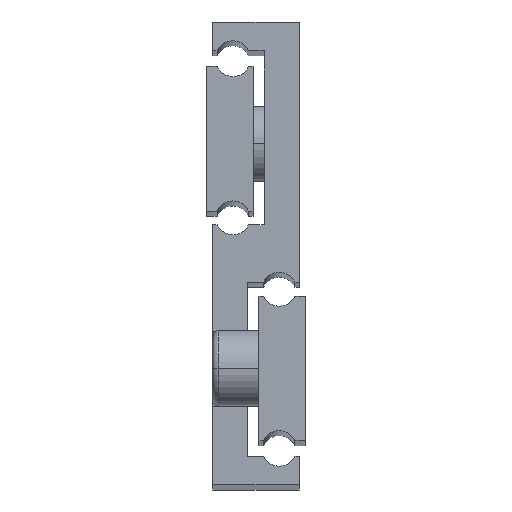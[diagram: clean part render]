
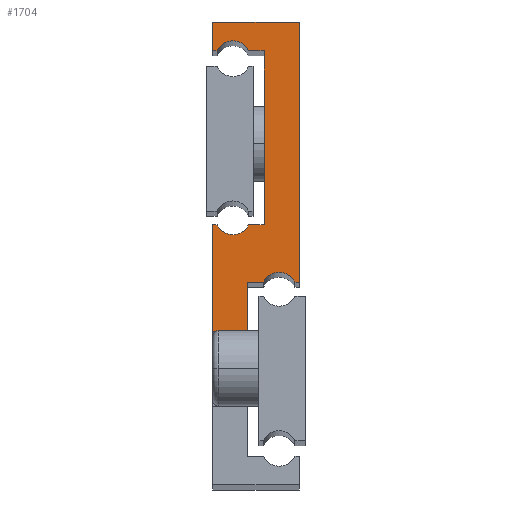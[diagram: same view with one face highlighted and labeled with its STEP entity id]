
A CAD part, top view. The second image highlights one B-rep face of the part: STEP entity #1704.
In plain terms, the highlighted planar face has unit normal (0, 0, 1).
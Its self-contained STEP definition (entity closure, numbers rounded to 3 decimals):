
#51 = VERTEX_POINT ( 'NONE', #105 ) ;
#53 = CARTESIAN_POINT ( 'NONE',  ( 6.227, 45., 250. ) ) ;
#95 = CARTESIAN_POINT ( 'NONE',  ( 15., 80., 250. ) ) ;
#105 = CARTESIAN_POINT ( 'NONE',  ( 6., 35., 250. ) ) ;
#121 = VECTOR ( 'NONE', #836, 1000. ) ;
#123 = ORIENTED_EDGE ( 'NONE', *, *, #1783, .T. ) ;
#127 = ORIENTED_EDGE ( 'NONE', *, *, #1228, .T. ) ;
#163 = ORIENTED_EDGE ( 'NONE', *, *, #1802, .T. ) ;
#173 = LINE ( 'NONE', #1610, #1827 ) ;
#179 = DIRECTION ( 'NONE',  ( 0., 0., -1. ) ) ;
#209 = EDGE_CURVE ( 'NONE', #444, #1601, #1313, .T. ) ;
#210 = EDGE_CURVE ( 'NONE', #1505, #1685, #1399, .T. ) ;
#217 = CARTESIAN_POINT ( 'NONE',  ( 0., 75., 250. ) ) ;
#221 = VERTEX_POINT ( 'NONE', #1970 ) ;
#232 = LINE ( 'NONE', #1047, #1954 ) ;
#284 = VECTOR ( 'NONE', #1493, 1000. ) ;
#305 = DIRECTION ( 'NONE',  ( 1., 0., 0. ) ) ;
#362 = CARTESIAN_POINT ( 'NONE',  ( 6., 26.5, 250. ) ) ;
#368 = DIRECTION ( 'NONE',  ( -1., 0., 0. ) ) ;
#396 = VERTEX_POINT ( 'NONE', #95 ) ;
#400 = CARTESIAN_POINT ( 'NONE',  ( 3.5, 73.75, 250. ) ) ;
#403 = ORIENTED_EDGE ( 'NONE', *, *, #796, .T. ) ;
#444 = VERTEX_POINT ( 'NONE', #1158 ) ;
#457 = ORIENTED_EDGE ( 'NONE', *, *, #2033, .T. ) ;
#469 = CARTESIAN_POINT ( 'NONE',  ( 15., 35., 250. ) ) ;
#474 = ORIENTED_EDGE ( 'NONE', *, *, #936, .T. ) ;
#479 = LINE ( 'NONE', #1799, #121 ) ;
#488 = DIRECTION ( 'NONE',  ( 1., 0., 0. ) ) ;
#492 = EDGE_LOOP ( 'NONE', ( #1611, #163, #1400, #403, #1249, #457, #1211, #1878, #1163, #952, #127, #474, #1855, #1011, #1817, #123 ) ) ;
#500 = EDGE_CURVE ( 'NONE', #1601, #221, #1471, .T. ) ;
#525 = VECTOR ( 'NONE', #1786, 1000. ) ;
#536 = CARTESIAN_POINT ( 'NONE',  ( 8.9, 75., 250. ) ) ;
#557 = LINE ( 'NONE', #536, #284 ) ;
#585 = EDGE_CURVE ( 'NONE', #1898, #51, #676, .T. ) ;
#630 = AXIS2_PLACEMENT_3D ( 'NONE', #973, #1947, #1824 ) ;
#644 = LINE ( 'NONE', #1316, #1192 ) ;
#658 = EDGE_CURVE ( 'NONE', #845, #396, #232, .T. ) ;
#668 = CIRCLE ( 'NONE', #823, 3. ) ;
#676 = LINE ( 'NONE', #1301, #525 ) ;
#686 = FACE_OUTER_BOUND ( 'NONE', #492, .T. ) ;
#727 = LINE ( 'NONE', #1650, #1344 ) ;
#730 = AXIS2_PLACEMENT_3D ( 'NONE', #400, #1805, #1199 ) ;
#743 = CARTESIAN_POINT ( 'NONE',  ( 8.9, 45., 250. ) ) ;
#789 = DIRECTION ( 'NONE',  ( -1., 0., 0. ) ) ;
#792 = CARTESIAN_POINT ( 'NONE',  ( 0., 26.5, 250. ) ) ;
#796 = EDGE_CURVE ( 'NONE', #51, #1042, #1103, .T. ) ;
#823 = AXIS2_PLACEMENT_3D ( 'NONE', #1129, #2054, #789 ) ;
#836 = DIRECTION ( 'NONE',  ( -1., 0., 0. ) ) ;
#844 = DIRECTION ( 'NONE',  ( -1., 0., 0. ) ) ;
#845 = VERTEX_POINT ( 'NONE', #469 ) ;
#902 = VERTEX_POINT ( 'NONE', #1261 ) ;
#936 = EDGE_CURVE ( 'NONE', #975, #1613, #173, .T. ) ;
#947 = VERTEX_POINT ( 'NONE', #986 ) ;
#952 = ORIENTED_EDGE ( 'NONE', *, *, #500, .T. ) ;
#961 = EDGE_CURVE ( 'NONE', #902, #1871, #1913, .T. ) ;
#973 = CARTESIAN_POINT ( 'NONE',  ( 3.5, 46.25, 250. ) ) ;
#974 = CARTESIAN_POINT ( 'NONE',  ( 0.773, 45., 250. ) ) ;
#975 = VERTEX_POINT ( 'NONE', #1604 ) ;
#986 = CARTESIAN_POINT ( 'NONE',  ( 14.227, 35., 250. ) ) ;
#1006 = CARTESIAN_POINT ( 'NONE',  ( 3.5, 46.25, 250. ) ) ;
#1011 = ORIENTED_EDGE ( 'NONE', *, *, #1476, .T. ) ;
#1031 = LINE ( 'NONE', #1367, #1401 ) ;
#1042 = VERTEX_POINT ( 'NONE', #1711 ) ;
#1047 = CARTESIAN_POINT ( 'NONE',  ( 15., 80., 250. ) ) ;
#1103 = LINE ( 'NONE', #1584, #1552 ) ;
#1129 = CARTESIAN_POINT ( 'NONE',  ( 11.5, 33.75, 250. ) ) ;
#1158 = CARTESIAN_POINT ( 'NONE',  ( 0., 80., 250. ) ) ;
#1163 = ORIENTED_EDGE ( 'NONE', *, *, #209, .T. ) ;
#1183 = DIRECTION ( 'NONE',  ( 1., 0., 0. ) ) ;
#1192 = VECTOR ( 'NONE', #368, 1000. ) ;
#1198 = EDGE_CURVE ( 'NONE', #1613, #1299, #557, .T. ) ;
#1199 = DIRECTION ( 'NONE',  ( 1., 0., 0. ) ) ;
#1211 = ORIENTED_EDGE ( 'NONE', *, *, #658, .T. ) ;
#1228 = EDGE_CURVE ( 'NONE', #221, #975, #1959, .T. ) ;
#1249 = ORIENTED_EDGE ( 'NONE', *, *, #1539, .T. ) ;
#1261 = CARTESIAN_POINT ( 'NONE',  ( 0., 45., 250. ) ) ;
#1268 = DIRECTION ( 'NONE',  ( 0., -1., 0. ) ) ;
#1273 = DIRECTION ( 'NONE',  ( 0., -1., 0. ) ) ;
#1299 = VERTEX_POINT ( 'NONE', #743 ) ;
#1301 = CARTESIAN_POINT ( 'NONE',  ( 6., 5., 250. ) ) ;
#1310 = VECTOR ( 'NONE', #2006, 1000. ) ;
#1313 = LINE ( 'NONE', #1953, #1521 ) ;
#1314 = PLANE ( 'NONE',  #1865 ) ;
#1316 = CARTESIAN_POINT ( 'NONE',  ( 15., 80., 250. ) ) ;
#1344 = VECTOR ( 'NONE', #1183, 1000. ) ;
#1355 = VECTOR ( 'NONE', #1634, 1000. ) ;
#1367 = CARTESIAN_POINT ( 'NONE',  ( 0., 45., 250. ) ) ;
#1369 = CARTESIAN_POINT ( 'NONE',  ( 8.9, 75., 250. ) ) ;
#1373 = CARTESIAN_POINT ( 'NONE',  ( 15., 35., 250. ) ) ;
#1399 = CIRCLE ( 'NONE', #630, 3. ) ;
#1400 = ORIENTED_EDGE ( 'NONE', *, *, #585, .T. ) ;
#1401 = VECTOR ( 'NONE', #1526, 1000. ) ;
#1471 = LINE ( 'NONE', #1795, #1355 ) ;
#1476 = EDGE_CURVE ( 'NONE', #1299, #1505, #479, .T. ) ;
#1493 = DIRECTION ( 'NONE',  ( 0., -1., 0. ) ) ;
#1494 = LINE ( 'NONE', #1373, #1310 ) ;
#1498 = EDGE_CURVE ( 'NONE', #396, #444, #644, .T. ) ;
#1505 = VERTEX_POINT ( 'NONE', #53 ) ;
#1521 = VECTOR ( 'NONE', #1273, 1000. ) ;
#1522 = DIRECTION ( 'NONE',  ( 0., 1., 0. ) ) ;
#1526 = DIRECTION ( 'NONE',  ( -1., 0., 0. ) ) ;
#1539 = EDGE_CURVE ( 'NONE', #1042, #947, #668, .T. ) ;
#1552 = VECTOR ( 'NONE', #305, 1000. ) ;
#1584 = CARTESIAN_POINT ( 'NONE',  ( 8.773, 35., 250. ) ) ;
#1601 = VERTEX_POINT ( 'NONE', #217 ) ;
#1604 = CARTESIAN_POINT ( 'NONE',  ( 6.227, 75., 250. ) ) ;
#1610 = CARTESIAN_POINT ( 'NONE',  ( 6.227, 75., 250. ) ) ;
#1611 = ORIENTED_EDGE ( 'NONE', *, *, #961, .T. ) ;
#1613 = VERTEX_POINT ( 'NONE', #1369 ) ;
#1622 = CARTESIAN_POINT ( 'NONE',  ( 0., 0., 250. ) ) ;
#1634 = DIRECTION ( 'NONE',  ( 1., 0., 0. ) ) ;
#1650 = CARTESIAN_POINT ( 'NONE',  ( 0., 26.5, 250. ) ) ;
#1656 = VECTOR ( 'NONE', #1268, 1000. ) ;
#1685 = VERTEX_POINT ( 'NONE', #974 ) ;
#1704 = ADVANCED_FACE ( 'NONE', ( #686 ), #1314, .F. ) ;
#1711 = CARTESIAN_POINT ( 'NONE',  ( 8.773, 35., 250. ) ) ;
#1783 = EDGE_CURVE ( 'NONE', #1685, #902, #1031, .T. ) ;
#1786 = DIRECTION ( 'NONE',  ( 0., 1., 0. ) ) ;
#1795 = CARTESIAN_POINT ( 'NONE',  ( 0., 75., 250. ) ) ;
#1799 = CARTESIAN_POINT ( 'NONE',  ( 6.227, 45., 250. ) ) ;
#1802 = EDGE_CURVE ( 'NONE', #1871, #1898, #727, .T. ) ;
#1805 = DIRECTION ( 'NONE',  ( 0., 0., -1. ) ) ;
#1817 = ORIENTED_EDGE ( 'NONE', *, *, #210, .T. ) ;
#1824 = DIRECTION ( 'NONE',  ( -1., 0., 0. ) ) ;
#1827 = VECTOR ( 'NONE', #488, 1000. ) ;
#1855 = ORIENTED_EDGE ( 'NONE', *, *, #1198, .T. ) ;
#1865 = AXIS2_PLACEMENT_3D ( 'NONE', #1006, #179, #844 ) ;
#1871 = VERTEX_POINT ( 'NONE', #792 ) ;
#1878 = ORIENTED_EDGE ( 'NONE', *, *, #1498, .T. ) ;
#1898 = VERTEX_POINT ( 'NONE', #362 ) ;
#1913 = LINE ( 'NONE', #1622, #1656 ) ;
#1947 = DIRECTION ( 'NONE',  ( 0., 0., -1. ) ) ;
#1953 = CARTESIAN_POINT ( 'NONE',  ( 0., 80., 250. ) ) ;
#1954 = VECTOR ( 'NONE', #1522, 1000. ) ;
#1959 = CIRCLE ( 'NONE', #730, 3. ) ;
#1970 = CARTESIAN_POINT ( 'NONE',  ( 0.773, 75., 250. ) ) ;
#2006 = DIRECTION ( 'NONE',  ( 1., 0., 0. ) ) ;
#2033 = EDGE_CURVE ( 'NONE', #947, #845, #1494, .T. ) ;
#2054 = DIRECTION ( 'NONE',  ( 0., 0., -1. ) ) ;
